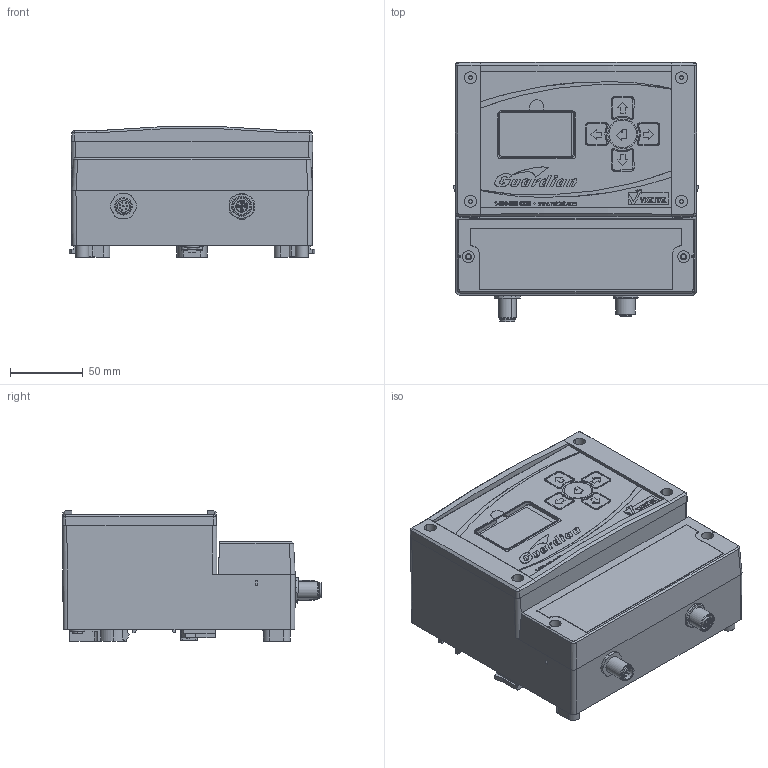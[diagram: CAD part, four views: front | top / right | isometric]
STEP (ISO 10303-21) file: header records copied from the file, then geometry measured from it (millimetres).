
FILE_DESCRIPTION((''),'2;1');
FILE_NAME('ILC33011014','2018-07-16T',('jdw'),(''),'PRO/ENGINEER BY PARAMETRIC TECHNOLOGY CORPORATION, 2013320','PRO/ENGINEER BY PARAMETRIC TECHNOLOGY CORPORATION, 2013320','');
FILE_SCHEMA(('AUTOMOTIVE_DESIGN { 1 0 10303 214 1 1 1 1 }'));
Products named in the file (1): ILC33011014
Bounding box: 168.86 x 178.06 x 89.67 mm (x, y, z)
Volume: 425805.4 mm3; surface area: 298964.4 mm2
Topology: 1 solids, 3 shells, 2511 faces, 6788 edges, 4524 vertices
Faces by surface type: plane 1354, extrusion 586, cylinder 466, cone 48, torus 39, bspline 14, sphere 4
Entity records: 86353 total; most frequent: CARTESIAN_POINT 23569, ORIENTED_EDGE 13572, DIRECTION 10996, EDGE_CURVE 6786, VECTOR 4784, VERTEX_POINT 4524, LINE 4198, AXIS2_PLACEMENT_3D 3106
